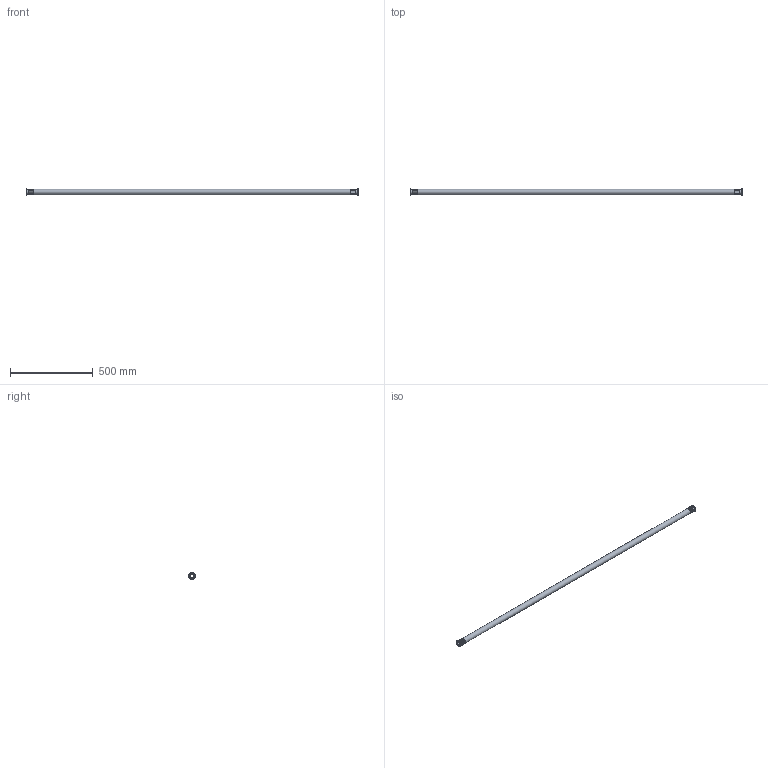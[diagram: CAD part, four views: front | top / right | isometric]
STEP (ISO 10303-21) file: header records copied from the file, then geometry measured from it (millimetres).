
FILE_DESCRIPTION((''),'2;1');
FILE_NAME('M211-534.stp','2009-07-15T13:42:29',('KAA'),(''),'Autodesk Inventor 2009','Autodesk Inventor 2009','');
FILE_SCHEMA(('AUTOMOTIVE_DESIGN { 1 0 10303 214 1 1 1 1 }'));
Length unit declared in the file: millimetre
Products named in the file (1): M211-534
Bounding box: 2000 x 40 x 40 mm (x, y, z)
Volume: 52544.8 mm3; surface area: 447984.7 mm2
Topology: 1 solids, 1 shells, 164 faces, 254 edges, 166 vertices
Faces by surface type: bspline 92, plane 41, torus 20, cylinder 9, cone 2
Full cylindrical faces by diameter (mm): 25 x2, 26.2 x2, 28 x1, 33.6 x1, 34 x1, 40 x2
Entity records: 7576 total; most frequent: CARTESIAN_POINT 4915, DIRECTION 474, ORIENTED_EDGE 328, EDGE_LOOP 328, AXIS2_PLACEMENT_3D 237, STYLED_ITEM 165, VERTEX_POINT 164, CIRCLE 164
